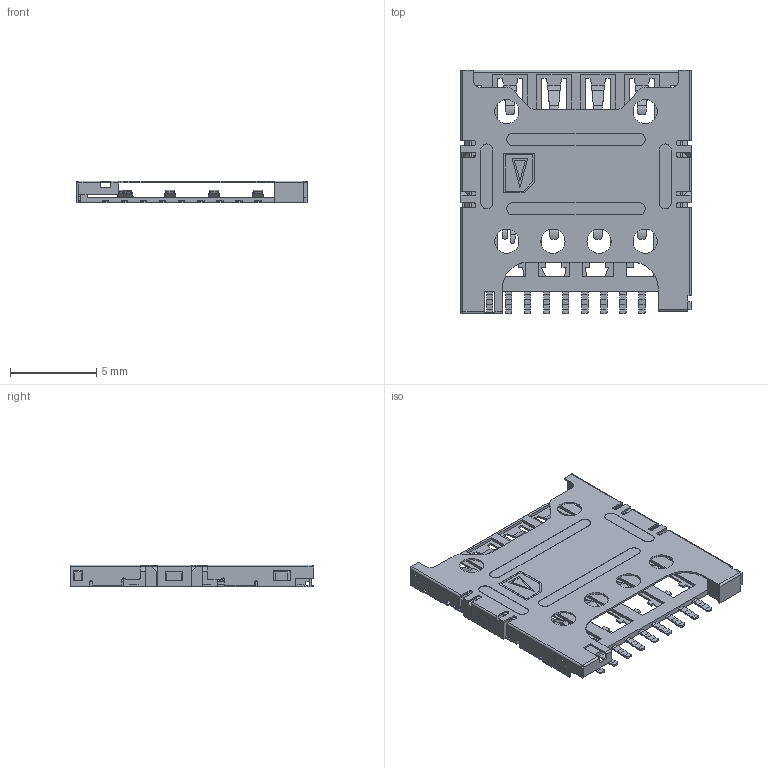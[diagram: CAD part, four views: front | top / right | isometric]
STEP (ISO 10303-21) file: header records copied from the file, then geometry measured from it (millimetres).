
FILE_DESCRIPTION( ( 'Unknown' ), '1' );
FILE_NAME( '693023010811.stp', 'Unknown', ( 'Unknown' ), ( 'Unknown' ), 'PSStep 17.0.49', 'Unknown', ' ' );
FILE_SCHEMA( ( 'AUTOMOTIVE_DESIGN { 1 0 10303 214 1 1 1 1 }' ) );
Length unit declared in the file: millimetre
Products named in the file (11): Assem1; 693023010811-oa0; 693023010811-oa1; 693023010811_Shielding
Assembly tree (10 placements, depth 2):
  Assem1
    693023010811-oa0
    693023010811-oa1
    693023010811-oa1
    693023010811-oa1
    693023010811-oa1
    693023010811-oa1
    693023010811-oa1
    693023010811-oa1
    693023010811-oa1
    693023010811_Shielding
Bounding box: 13.3 x 14.1 x 1.27 mm (x, y, z)
Volume: 54.7 mm3; surface area: 900.7 mm2
Topology: 10 solids, 10 shells, 1048 faces, 3095 edges, 2045 vertices
Faces by surface type: plane 840, cylinder 208
Full cylindrical faces by diameter (mm): 0.75 x3, 1.4 x6
Entity records: 43595 total; most frequent: CARTESIAN_POINT 6631, ORIENTED_EDGE 6142, DIRECTION 5575, EDGE_CURVE 3071, LINE 2613, VECTOR 2613, VERTEX_POINT 2033, AXIS2_PLACEMENT_3D 1481
